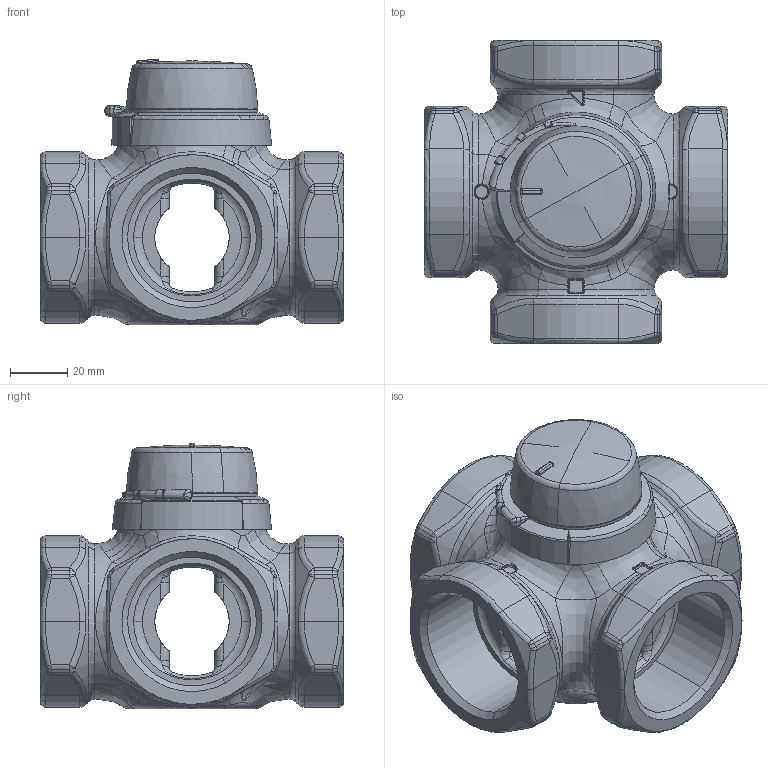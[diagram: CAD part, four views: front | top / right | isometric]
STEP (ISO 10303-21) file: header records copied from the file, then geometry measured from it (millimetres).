
FILE_DESCRIPTION(('CATIA V5 STEP Exchange'),'2;1');
FILE_NAME('VRG X41 DN40 NYA.stp','2009-09-16T11:47:30+00:00',('none'),('none'),'CATIA Version 5 Release 16 (IN-10)','CATIA V5 STEP AP214','none');
FILE_SCHEMA(('AUTOMOTIVE_DESIGN { 1 0 10303 214 1 1 1 1 }'));
Products named in the file (5): Valve cpl; Valve; Cover; Scale; Knobwheel
Assembly tree (4 placements, depth 2):
  Valve cpl
    Valve
    Cover
    Scale
    Knobwheel
Bounding box: 106 x 106 x 92.82 mm (x, y, z)
Volume: 214012.9 mm3; surface area: 83174.6 mm2
Topology: 5 solids, 5 shells, 1277 faces, 3125 edges, 1779 vertices
Faces by surface type: bspline 380, cylinder 375, plane 234, torus 115, sphere 94, cone 53, revolution 26
Entity records: 61788 total; most frequent: CARTESIAN_POINT 35708, ORIENTED_EDGE 6060, DIRECTION 3067, EDGE_CURVE 3030, VERTEX_POINT 1779, B_SPLINE_CURVE_WITH_KNOTS 1527, AXIS2_PLACEMENT_3D 1488, EDGE_LOOP 1311
